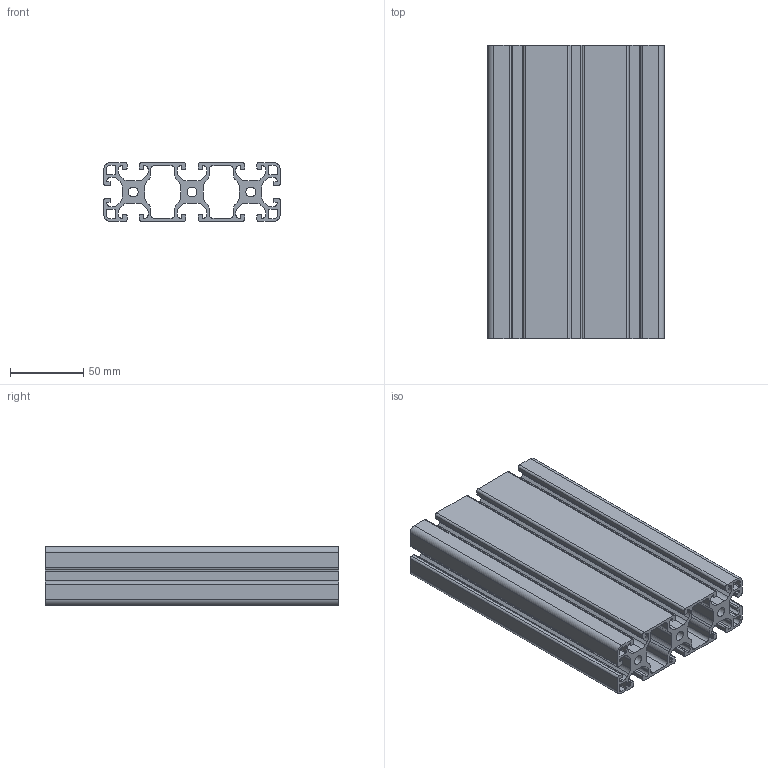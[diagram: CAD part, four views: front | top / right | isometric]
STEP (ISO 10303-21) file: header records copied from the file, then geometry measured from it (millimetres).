
FILE_DESCRIPTION(/* description */ ('Aluminiumprofil 120x40L'),/* implementation_level */ '2;1');
FILE_NAME(/* name */ 'Syskomp 281120901 Aluminiumprofil 120x40L.stp',/* time_stamp */ '2017-07-28T12:59:23+02:00',/* author */ ('wheldmann'),/* organization */ (''),/* preprocessor_version */ 'ST-DEVELOPER v16.1',/* originating_system */ 'Autodesk Inventor 2016',/* authorisation */ ' ');
FILE_SCHEMA (('AUTOMOTIVE_DESIGN { 1 0 10303 214 3 1 1 }'));
Length unit declared in the file: millimetre
Products named in the file (1): 281120901 Aluminiumprofil 120x40L - 200
Bounding box: 120 x 200 x 40 mm (x, y, z)
Volume: 322789.9 mm3; surface area: 216840.1 mm2
Topology: 1 solids, 1 shells, 301 faces, 897 edges, 598 vertices
Faces by surface type: cylinder 159, plane 142
Full cylindrical faces by diameter (mm): 6.8 x3
Entity records: 10254 total; most frequent: DIRECTION 1816, CARTESIAN_POINT 1794, ORIENTED_EDGE 1788, EDGE_CURVE 894, AXIS2_PLACEMENT_3D 620, VERTEX_POINT 598, LINE 576, VECTOR 576
